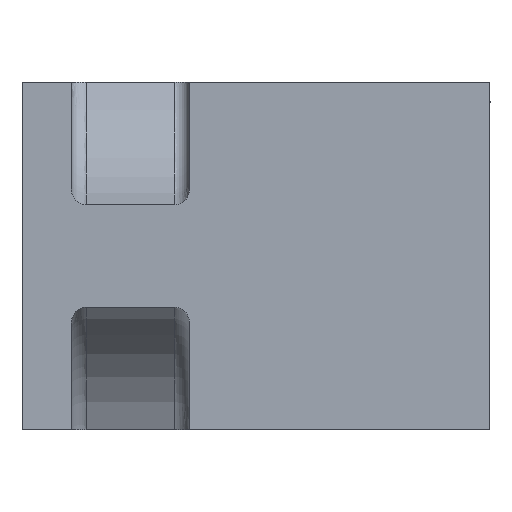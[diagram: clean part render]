
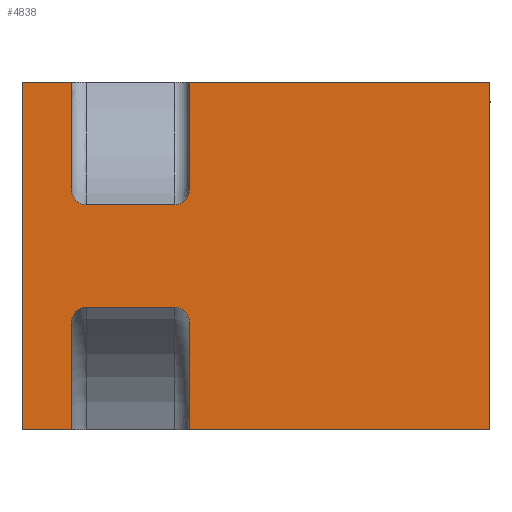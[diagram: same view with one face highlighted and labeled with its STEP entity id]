
A CAD part, front view. The second image highlights one B-rep face of the part: STEP entity #4838.
In plain terms, the highlighted planar face has unit normal (0, -1, 0).
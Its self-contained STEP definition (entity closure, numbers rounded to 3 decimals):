
#159=B_SPLINE_CURVE_WITH_KNOTS('',3,(#8343,#8344,#8345,#8346,#8347,#8348,
#8349,#8350,#8351,#8352),.UNSPECIFIED.,.F.,.F.,(4,2,2,2,4),(-0.458,
-0.338,-0.221,-0.109,0.),
 .UNSPECIFIED.);
#161=B_SPLINE_CURVE_WITH_KNOTS('',3,(#8376,#8377,#8378,#8379,#8380,#8381,
#8382,#8383,#8384,#8385),.UNSPECIFIED.,.F.,.F.,(4,2,2,2,4),(-1.839,
-1.73,-1.617,-1.501,-1.38),
 .UNSPECIFIED.);
#166=B_SPLINE_CURVE_WITH_KNOTS('',3,(#8472,#8473,#8474,#8475,#8476,#8477,
#8478,#8479,#8480,#8481),.UNSPECIFIED.,.F.,.F.,(4,2,2,2,4),(-1.839,
-1.73,-1.617,-1.501,-1.38),
 .UNSPECIFIED.);
#167=B_SPLINE_CURVE_WITH_KNOTS('',3,(#8485,#8486,#8487,#8488,#8489,#8490,
#8491,#8492,#8493,#8494),.UNSPECIFIED.,.F.,.F.,(4,2,2,2,4),(-0.458,
-0.338,-0.221,-0.109,0.),
 .UNSPECIFIED.);
#355=LINE('',#6714,#785);
#577=LINE('',#7992,#1007);
#581=LINE('',#8022,#1011);
#643=LINE('',#8324,#1073);
#645=LINE('',#8367,#1075);
#647=LINE('',#8399,#1077);
#650=LINE('',#8404,#1080);
#651=LINE('',#8433,#1081);
#657=LINE('',#8453,#1087);
#660=LINE('',#8470,#1090);
#661=LINE('',#8483,#1091);
#662=LINE('',#8495,#1092);
#785=VECTOR('',#5468,70.5);
#1007=VECTOR('',#5828,10.);
#1011=VECTOR('',#5832,61.);
#1073=VECTOR('',#5950,70.5);
#1075=VECTOR('',#5972,21.641);
#1077=VECTOR('',#5984,18.);
#1080=VECTOR('',#5989,21.641);
#1081=VECTOR('',#5998,10.);
#1087=VECTOR('',#6004,61.);
#1090=VECTOR('',#6025,21.641);
#1091=VECTOR('',#6026,18.);
#1092=VECTOR('',#6027,21.641);
#1365=PLANE('',#5101);
#1601=FACE_OUTER_BOUND('',#1932,.T.);
#1932=EDGE_LOOP('',(#4423,#4424,#4425,#4426,#4427,#4428,#4429,#4430,#4431,
#4432,#4433,#4434,#4435,#4436,#4437,#4438));
#2244=VERTEX_POINT('',#6712);
#2245=VERTEX_POINT('',#6713);
#2464=VERTEX_POINT('',#7991);
#2469=VERTEX_POINT('',#8019);
#2470=VERTEX_POINT('',#8021);
#2534=VERTEX_POINT('',#8323);
#2541=VERTEX_POINT('',#8339);
#2543=VERTEX_POINT('',#8342);
#2545=VERTEX_POINT('',#8366);
#2547=VERTEX_POINT('',#8372);
#2549=VERTEX_POINT('',#8375);
#2551=VERTEX_POINT('',#8402);
#2564=VERTEX_POINT('',#8469);
#2565=VERTEX_POINT('',#8471);
#2566=VERTEX_POINT('',#8482);
#2567=VERTEX_POINT('',#8484);
#2760=EDGE_CURVE('',#2244,#2245,#355,.T.);
#3084=EDGE_CURVE('',#2244,#2464,#577,.T.);
#3090=EDGE_CURVE('',#2469,#2470,#581,.T.);
#3179=EDGE_CURVE('',#2470,#2534,#643,.T.);
#3188=EDGE_CURVE('',#2543,#2541,#159,.T.);
#3191=EDGE_CURVE('',#2545,#2543,#645,.T.);
#3195=EDGE_CURVE('',#2549,#2547,#161,.T.);
#3198=EDGE_CURVE('',#2541,#2549,#647,.T.);
#3201=EDGE_CURVE('',#2547,#2551,#650,.T.);
#3206=EDGE_CURVE('',#2245,#2545,#651,.T.);
#3213=EDGE_CURVE('',#2551,#2534,#657,.T.);
#3220=EDGE_CURVE('',#2564,#2469,#660,.T.);
#3221=EDGE_CURVE('',#2565,#2564,#166,.T.);
#3222=EDGE_CURVE('',#2566,#2565,#661,.T.);
#3223=EDGE_CURVE('',#2567,#2566,#167,.T.);
#3224=EDGE_CURVE('',#2464,#2567,#662,.T.);
#4423=ORIENTED_EDGE('',*,*,#3188,.T.);
#4424=ORIENTED_EDGE('',*,*,#3198,.T.);
#4425=ORIENTED_EDGE('',*,*,#3195,.T.);
#4426=ORIENTED_EDGE('',*,*,#3201,.T.);
#4427=ORIENTED_EDGE('',*,*,#3213,.T.);
#4428=ORIENTED_EDGE('',*,*,#3179,.F.);
#4429=ORIENTED_EDGE('',*,*,#3090,.F.);
#4430=ORIENTED_EDGE('',*,*,#3220,.F.);
#4431=ORIENTED_EDGE('',*,*,#3221,.F.);
#4432=ORIENTED_EDGE('',*,*,#3222,.F.);
#4433=ORIENTED_EDGE('',*,*,#3223,.F.);
#4434=ORIENTED_EDGE('',*,*,#3224,.F.);
#4435=ORIENTED_EDGE('',*,*,#3084,.F.);
#4436=ORIENTED_EDGE('',*,*,#2760,.T.);
#4437=ORIENTED_EDGE('',*,*,#3206,.T.);
#4438=ORIENTED_EDGE('',*,*,#3191,.T.);
#4838=ADVANCED_FACE('',(#1601),#1365,.T.);
#5101=AXIS2_PLACEMENT_3D('',#8468,#6023,#6024);
#5468=DIRECTION('',(0.,0.,-1.));
#5828=DIRECTION('',(1.,0.,0.));
#5832=DIRECTION('',(1.,0.,0.));
#5950=DIRECTION('',(0.,0.,-1.));
#5972=DIRECTION('',(0.,0.,1.));
#5984=DIRECTION('',(1.,0.,0.));
#5989=DIRECTION('',(0.,0.,-1.));
#5998=DIRECTION('',(1.,0.,0.));
#6004=DIRECTION('',(1.,0.,0.));
#6023=DIRECTION('center_axis',(0.,-1.,0.));
#6024=DIRECTION('ref_axis',(0.,0.,1.));
#6025=DIRECTION('',(0.,0.,1.));
#6026=DIRECTION('',(1.,0.,0.));
#6027=DIRECTION('',(0.,0.,-1.));
#6712=CARTESIAN_POINT('',(69.173,236.171,115.5));
#6713=CARTESIAN_POINT('',(69.173,236.171,45.));
#6714=CARTESIAN_POINT('',(69.173,236.171,115.5));
#7991=CARTESIAN_POINT('',(79.173,236.171,115.5));
#7992=CARTESIAN_POINT('',(69.173,236.171,115.5));
#8019=CARTESIAN_POINT('',(103.173,236.171,115.5));
#8021=CARTESIAN_POINT('',(164.173,236.171,115.5));
#8022=CARTESIAN_POINT('',(103.173,236.171,115.5));
#8323=CARTESIAN_POINT('',(164.173,236.171,45.));
#8324=CARTESIAN_POINT('',(164.173,236.171,115.5));
#8339=CARTESIAN_POINT('',(82.173,236.171,69.829));
#8342=CARTESIAN_POINT('',(79.173,236.171,66.641));
#8343=CARTESIAN_POINT('Ctrl Pts',(79.173,236.171,66.641));
#8344=CARTESIAN_POINT('Ctrl Pts',(79.173,236.171,67.044));
#8345=CARTESIAN_POINT('Ctrl Pts',(79.262,236.171,67.519));
#8346=CARTESIAN_POINT('Ctrl Pts',(79.556,236.171,68.253));
#8347=CARTESIAN_POINT('Ctrl Pts',(79.807,236.171,68.646));
#8348=CARTESIAN_POINT('Ctrl Pts',(80.337,236.171,69.194));
#8349=CARTESIAN_POINT('Ctrl Pts',(80.705,236.171,69.45));
#8350=CARTESIAN_POINT('Ctrl Pts',(81.382,236.171,69.74));
#8351=CARTESIAN_POINT('Ctrl Pts',(81.809,236.171,69.829));
#8352=CARTESIAN_POINT('Ctrl Pts',(82.173,236.171,69.829));
#8366=CARTESIAN_POINT('',(79.173,236.171,45.));
#8367=CARTESIAN_POINT('',(79.173,236.171,45.));
#8372=CARTESIAN_POINT('',(103.173,236.171,66.641));
#8375=CARTESIAN_POINT('',(100.173,236.171,69.829));
#8376=CARTESIAN_POINT('Ctrl Pts',(100.173,236.171,69.829));
#8377=CARTESIAN_POINT('Ctrl Pts',(100.536,236.171,69.829));
#8378=CARTESIAN_POINT('Ctrl Pts',(100.963,236.171,69.74));
#8379=CARTESIAN_POINT('Ctrl Pts',(101.641,236.171,69.45));
#8380=CARTESIAN_POINT('Ctrl Pts',(102.009,236.171,69.194));
#8381=CARTESIAN_POINT('Ctrl Pts',(102.538,236.171,68.646));
#8382=CARTESIAN_POINT('Ctrl Pts',(102.789,236.171,68.253));
#8383=CARTESIAN_POINT('Ctrl Pts',(103.083,236.171,67.519));
#8384=CARTESIAN_POINT('Ctrl Pts',(103.173,236.171,67.044));
#8385=CARTESIAN_POINT('Ctrl Pts',(103.173,236.171,66.641));
#8399=CARTESIAN_POINT('',(82.173,236.171,69.829));
#8402=CARTESIAN_POINT('',(103.173,236.171,45.));
#8404=CARTESIAN_POINT('',(103.173,236.171,66.641));
#8433=CARTESIAN_POINT('',(69.173,236.171,45.));
#8453=CARTESIAN_POINT('',(103.173,236.171,45.));
#8468=CARTESIAN_POINT('Origin',(69.173,236.171,45.));
#8469=CARTESIAN_POINT('',(103.173,236.171,93.859));
#8470=CARTESIAN_POINT('',(103.173,236.171,93.859));
#8471=CARTESIAN_POINT('',(100.173,236.171,90.671));
#8472=CARTESIAN_POINT('Ctrl Pts',(100.173,236.171,90.671));
#8473=CARTESIAN_POINT('Ctrl Pts',(100.536,236.171,90.671));
#8474=CARTESIAN_POINT('Ctrl Pts',(100.963,236.171,90.76));
#8475=CARTESIAN_POINT('Ctrl Pts',(101.641,236.171,91.05));
#8476=CARTESIAN_POINT('Ctrl Pts',(102.009,236.171,91.306));
#8477=CARTESIAN_POINT('Ctrl Pts',(102.538,236.171,91.854));
#8478=CARTESIAN_POINT('Ctrl Pts',(102.789,236.171,92.247));
#8479=CARTESIAN_POINT('Ctrl Pts',(103.083,236.171,92.981));
#8480=CARTESIAN_POINT('Ctrl Pts',(103.173,236.171,93.456));
#8481=CARTESIAN_POINT('Ctrl Pts',(103.173,236.171,93.859));
#8482=CARTESIAN_POINT('',(82.173,236.171,90.671));
#8483=CARTESIAN_POINT('',(82.173,236.171,90.671));
#8484=CARTESIAN_POINT('',(79.173,236.171,93.859));
#8485=CARTESIAN_POINT('Ctrl Pts',(79.173,236.171,93.859));
#8486=CARTESIAN_POINT('Ctrl Pts',(79.173,236.171,93.456));
#8487=CARTESIAN_POINT('Ctrl Pts',(79.262,236.171,92.981));
#8488=CARTESIAN_POINT('Ctrl Pts',(79.556,236.171,92.247));
#8489=CARTESIAN_POINT('Ctrl Pts',(79.807,236.171,91.854));
#8490=CARTESIAN_POINT('Ctrl Pts',(80.337,236.171,91.306));
#8491=CARTESIAN_POINT('Ctrl Pts',(80.705,236.171,91.05));
#8492=CARTESIAN_POINT('Ctrl Pts',(81.382,236.171,90.76));
#8493=CARTESIAN_POINT('Ctrl Pts',(81.809,236.171,90.671));
#8494=CARTESIAN_POINT('Ctrl Pts',(82.173,236.171,90.671));
#8495=CARTESIAN_POINT('',(79.173,236.171,115.5));
